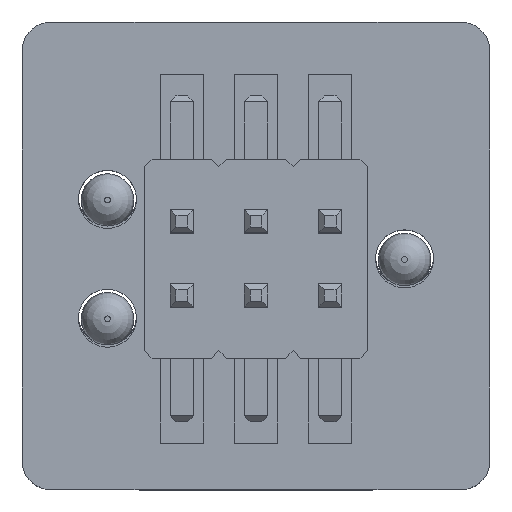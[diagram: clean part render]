
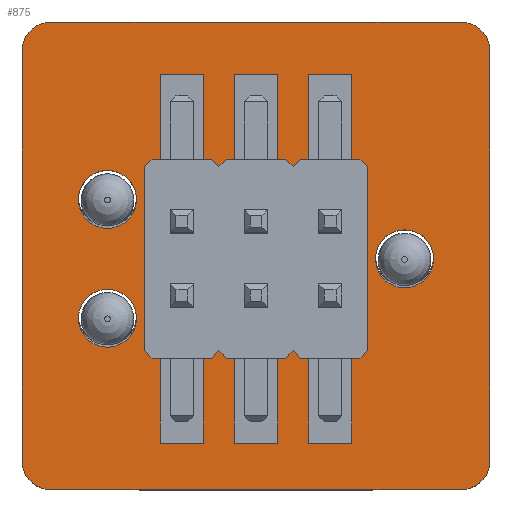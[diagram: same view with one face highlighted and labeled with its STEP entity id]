
A CAD part, top view. The second image highlights one B-rep face of the part: STEP entity #875.
In plain terms, the highlighted planar face has unit normal (0, 0, 1).
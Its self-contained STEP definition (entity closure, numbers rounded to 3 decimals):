
#79 = VERTEX_POINT('',#80);
#80 = CARTESIAN_POINT('',(-2.,-4.,0.));
#97 = VERTEX_POINT('',#98);
#98 = CARTESIAN_POINT('',(-3.5,-4.,0.));
#104 = EDGE_CURVE('',#79,#97,#105,.T.);
#105 = LINE('',#106,#107);
#106 = CARTESIAN_POINT('',(-2.,-4.,0.));
#107 = VECTOR('',#108,1.);
#108 = DIRECTION('',(-1.,0.,0.));
#128 = VERTEX_POINT('',#129);
#129 = CARTESIAN_POINT('',(2.,-4.,0.));
#135 = EDGE_CURVE('',#79,#128,#136,.T.);
#136 = LINE('',#137,#138);
#137 = CARTESIAN_POINT('',(-2.,-4.,0.));
#138 = VECTOR('',#139,1.);
#139 = DIRECTION('',(1.,0.,0.));
#160 = VERTEX_POINT('',#161);
#161 = CARTESIAN_POINT('',(-4.,-3.5,0.));
#167 = EDGE_CURVE('',#97,#160,#168,.T.);
#168 = CIRCLE('',#169,0.5);
#169 = AXIS2_PLACEMENT_3D('',#170,#171,#172);
#170 = CARTESIAN_POINT('',(-3.5,-3.5,0.));
#171 = DIRECTION('',(0.,0.,-1.));
#172 = DIRECTION('',(0.,-1.,-0.));
#183 = VERTEX_POINT('',#184);
#184 = CARTESIAN_POINT('',(3.5,-4.,0.));
#199 = EDGE_CURVE('',#183,#128,#200,.T.);
#200 = LINE('',#201,#202);
#201 = CARTESIAN_POINT('',(3.5,-4.,0.));
#202 = VECTOR('',#203,1.);
#203 = DIRECTION('',(-1.,0.,0.));
#223 = VERTEX_POINT('',#224);
#224 = CARTESIAN_POINT('',(-4.,-2.,0.));
#230 = EDGE_CURVE('',#160,#223,#231,.T.);
#231 = LINE('',#232,#233);
#232 = CARTESIAN_POINT('',(-4.,-3.5,0.));
#233 = VECTOR('',#234,1.);
#234 = DIRECTION('',(0.,1.,0.));
#245 = VERTEX_POINT('',#246);
#246 = CARTESIAN_POINT('',(4.,-3.5,0.));
#262 = EDGE_CURVE('',#245,#183,#263,.T.);
#263 = CIRCLE('',#264,0.5);
#264 = AXIS2_PLACEMENT_3D('',#265,#266,#267);
#265 = CARTESIAN_POINT('',(3.5,-3.5,0.));
#266 = DIRECTION('',(0.,0.,-1.));
#267 = DIRECTION('',(1.,0.,0.));
#278 = VERTEX_POINT('',#279);
#279 = CARTESIAN_POINT('',(-4.,2.,0.));
#294 = EDGE_CURVE('',#278,#223,#295,.T.);
#295 = LINE('',#296,#297);
#296 = CARTESIAN_POINT('',(-4.,2.,0.));
#297 = VECTOR('',#298,1.);
#298 = DIRECTION('',(0.,-1.,0.));
#309 = VERTEX_POINT('',#310);
#310 = CARTESIAN_POINT('',(4.,-2.,0.));
#325 = EDGE_CURVE('',#309,#245,#326,.T.);
#326 = LINE('',#327,#328);
#327 = CARTESIAN_POINT('',(4.,-2.,0.));
#328 = VECTOR('',#329,1.);
#329 = DIRECTION('',(0.,-1.,0.));
#349 = VERTEX_POINT('',#350);
#350 = CARTESIAN_POINT('',(-4.,3.5,0.));
#356 = EDGE_CURVE('',#278,#349,#357,.T.);
#357 = LINE('',#358,#359);
#358 = CARTESIAN_POINT('',(-4.,2.,0.));
#359 = VECTOR('',#360,1.);
#360 = DIRECTION('',(0.,1.,0.));
#371 = VERTEX_POINT('',#372);
#372 = CARTESIAN_POINT('',(4.,2.,0.));
#387 = EDGE_CURVE('',#371,#309,#388,.T.);
#388 = LINE('',#389,#390);
#389 = CARTESIAN_POINT('',(4.,2.,0.));
#390 = VECTOR('',#391,1.);
#391 = DIRECTION('',(0.,-1.,0.));
#412 = VERTEX_POINT('',#413);
#413 = CARTESIAN_POINT('',(-3.5,4.,0.));
#419 = EDGE_CURVE('',#349,#412,#420,.T.);
#420 = CIRCLE('',#421,0.5);
#421 = AXIS2_PLACEMENT_3D('',#422,#423,#424);
#422 = CARTESIAN_POINT('',(-3.5,3.5,0.));
#423 = DIRECTION('',(0.,0.,-1.));
#424 = DIRECTION('',(-1.,0.,0.));
#444 = VERTEX_POINT('',#445);
#445 = CARTESIAN_POINT('',(4.,3.5,0.));
#451 = EDGE_CURVE('',#371,#444,#452,.T.);
#452 = LINE('',#453,#454);
#453 = CARTESIAN_POINT('',(4.,2.,0.));
#454 = VECTOR('',#455,1.);
#455 = DIRECTION('',(0.,1.,0.));
#475 = VERTEX_POINT('',#476);
#476 = CARTESIAN_POINT('',(-2.,4.,0.));
#482 = EDGE_CURVE('',#412,#475,#483,.T.);
#483 = LINE('',#484,#485);
#484 = CARTESIAN_POINT('',(-3.5,4.,0.));
#485 = VECTOR('',#486,1.);
#486 = DIRECTION('',(1.,0.,0.));
#497 = VERTEX_POINT('',#498);
#498 = CARTESIAN_POINT('',(3.5,4.,0.));
#514 = EDGE_CURVE('',#497,#444,#515,.T.);
#515 = CIRCLE('',#516,0.5);
#516 = AXIS2_PLACEMENT_3D('',#517,#518,#519);
#517 = CARTESIAN_POINT('',(3.5,3.5,0.));
#518 = DIRECTION('',(0.,0.,-1.));
#519 = DIRECTION('',(0.,1.,0.));
#539 = VERTEX_POINT('',#540);
#540 = CARTESIAN_POINT('',(2.,4.,0.));
#546 = EDGE_CURVE('',#475,#539,#547,.T.);
#547 = LINE('',#548,#549);
#548 = CARTESIAN_POINT('',(-2.,4.,0.));
#549 = VECTOR('',#550,1.);
#550 = DIRECTION('',(1.,0.,0.));
#568 = EDGE_CURVE('',#539,#497,#569,.T.);
#569 = LINE('',#570,#571);
#570 = CARTESIAN_POINT('',(2.,4.,0.));
#571 = VECTOR('',#572,1.);
#572 = DIRECTION('',(1.,0.,0.));
#583 = VERTEX_POINT('',#584);
#584 = CARTESIAN_POINT('',(1.67,-0.685,0.));
#600 = EDGE_CURVE('',#583,#583,#601,.T.);
#601 = CIRCLE('',#602,0.4);
#602 = AXIS2_PLACEMENT_3D('',#603,#604,#605);
#603 = CARTESIAN_POINT('',(1.27,-0.685,0.));
#604 = DIRECTION('',(0.,0.,1.));
#605 = DIRECTION('',(1.,0.,-0.));
#616 = VERTEX_POINT('',#617);
#617 = CARTESIAN_POINT('',(-2.045,-1.066,0.));
#633 = EDGE_CURVE('',#616,#616,#634,.T.);
#634 = CIRCLE('',#635,0.495);
#635 = AXIS2_PLACEMENT_3D('',#636,#637,#638);
#636 = CARTESIAN_POINT('',(-2.54,-1.066,0.));
#637 = DIRECTION('',(0.,0.,1.));
#638 = DIRECTION('',(1.,0.,-0.));
#649 = VERTEX_POINT('',#650);
#650 = CARTESIAN_POINT('',(0.4,-0.685,0.));
#666 = EDGE_CURVE('',#649,#649,#667,.T.);
#667 = CIRCLE('',#668,0.4);
#668 = AXIS2_PLACEMENT_3D('',#669,#670,#671);
#669 = CARTESIAN_POINT('',(0.,-0.685,0.));
#670 = DIRECTION('',(0.,0.,1.));
#671 = DIRECTION('',(1.,0.,-0.));
#682 = VERTEX_POINT('',#683);
#683 = CARTESIAN_POINT('',(-0.87,-0.685,0.));
#699 = EDGE_CURVE('',#682,#682,#700,.T.);
#700 = CIRCLE('',#701,0.4);
#701 = AXIS2_PLACEMENT_3D('',#702,#703,#704);
#702 = CARTESIAN_POINT('',(-1.27,-0.685,0.));
#703 = DIRECTION('',(0.,0.,1.));
#704 = DIRECTION('',(1.,0.,-0.));
#715 = VERTEX_POINT('',#716);
#716 = CARTESIAN_POINT('',(3.035,-0.05,0.));
#732 = EDGE_CURVE('',#715,#715,#733,.T.);
#733 = CIRCLE('',#734,0.495);
#734 = AXIS2_PLACEMENT_3D('',#735,#736,#737);
#735 = CARTESIAN_POINT('',(2.54,-0.05,0.));
#736 = DIRECTION('',(0.,0.,1.));
#737 = DIRECTION('',(1.,0.,-0.));
#748 = VERTEX_POINT('',#749);
#749 = CARTESIAN_POINT('',(1.67,0.585,0.));
#765 = EDGE_CURVE('',#748,#748,#766,.T.);
#766 = CIRCLE('',#767,0.4);
#767 = AXIS2_PLACEMENT_3D('',#768,#769,#770);
#768 = CARTESIAN_POINT('',(1.27,0.585,0.));
#769 = DIRECTION('',(0.,0.,1.));
#770 = DIRECTION('',(1.,0.,-0.));
#781 = VERTEX_POINT('',#782);
#782 = CARTESIAN_POINT('',(0.4,0.585,0.));
#798 = EDGE_CURVE('',#781,#781,#799,.T.);
#799 = CIRCLE('',#800,0.4);
#800 = AXIS2_PLACEMENT_3D('',#801,#802,#803);
#801 = CARTESIAN_POINT('',(0.,0.585,0.));
#802 = DIRECTION('',(0.,0.,1.));
#803 = DIRECTION('',(1.,0.,-0.));
#814 = VERTEX_POINT('',#815);
#815 = CARTESIAN_POINT('',(-0.87,0.585,0.));
#831 = EDGE_CURVE('',#814,#814,#832,.T.);
#832 = CIRCLE('',#833,0.4);
#833 = AXIS2_PLACEMENT_3D('',#834,#835,#836);
#834 = CARTESIAN_POINT('',(-1.27,0.585,0.));
#835 = DIRECTION('',(0.,0.,1.));
#836 = DIRECTION('',(1.,0.,-0.));
#847 = VERTEX_POINT('',#848);
#848 = CARTESIAN_POINT('',(-2.045,0.966,0.));
#864 = EDGE_CURVE('',#847,#847,#865,.T.);
#865 = CIRCLE('',#866,0.495);
#866 = AXIS2_PLACEMENT_3D('',#867,#868,#869);
#867 = CARTESIAN_POINT('',(-2.54,0.966,0.));
#868 = DIRECTION('',(0.,0.,1.));
#869 = DIRECTION('',(1.,0.,-0.));
#875 = ADVANCED_FACE('',(#876,#894,#897,#900,#903,#906,#909,#912,#915,
    #918),#921,.F.);
#876 = FACE_BOUND('',#877,.F.);
#877 = EDGE_LOOP('',(#878,#879,#880,#881,#882,#883,#884,#885,#886,#887,
    #888,#889,#890,#891,#892,#893));
#878 = ORIENTED_EDGE('',*,*,#104,.T.);
#879 = ORIENTED_EDGE('',*,*,#167,.T.);
#880 = ORIENTED_EDGE('',*,*,#230,.T.);
#881 = ORIENTED_EDGE('',*,*,#294,.F.);
#882 = ORIENTED_EDGE('',*,*,#356,.T.);
#883 = ORIENTED_EDGE('',*,*,#419,.T.);
#884 = ORIENTED_EDGE('',*,*,#482,.T.);
#885 = ORIENTED_EDGE('',*,*,#546,.T.);
#886 = ORIENTED_EDGE('',*,*,#568,.T.);
#887 = ORIENTED_EDGE('',*,*,#514,.T.);
#888 = ORIENTED_EDGE('',*,*,#451,.F.);
#889 = ORIENTED_EDGE('',*,*,#387,.T.);
#890 = ORIENTED_EDGE('',*,*,#325,.T.);
#891 = ORIENTED_EDGE('',*,*,#262,.T.);
#892 = ORIENTED_EDGE('',*,*,#199,.T.);
#893 = ORIENTED_EDGE('',*,*,#135,.F.);
#894 = FACE_BOUND('',#895,.F.);
#895 = EDGE_LOOP('',(#896));
#896 = ORIENTED_EDGE('',*,*,#600,.T.);
#897 = FACE_BOUND('',#898,.F.);
#898 = EDGE_LOOP('',(#899));
#899 = ORIENTED_EDGE('',*,*,#633,.T.);
#900 = FACE_BOUND('',#901,.F.);
#901 = EDGE_LOOP('',(#902));
#902 = ORIENTED_EDGE('',*,*,#666,.T.);
#903 = FACE_BOUND('',#904,.F.);
#904 = EDGE_LOOP('',(#905));
#905 = ORIENTED_EDGE('',*,*,#699,.T.);
#906 = FACE_BOUND('',#907,.F.);
#907 = EDGE_LOOP('',(#908));
#908 = ORIENTED_EDGE('',*,*,#732,.T.);
#909 = FACE_BOUND('',#910,.F.);
#910 = EDGE_LOOP('',(#911));
#911 = ORIENTED_EDGE('',*,*,#765,.T.);
#912 = FACE_BOUND('',#913,.F.);
#913 = EDGE_LOOP('',(#914));
#914 = ORIENTED_EDGE('',*,*,#798,.T.);
#915 = FACE_BOUND('',#916,.F.);
#916 = EDGE_LOOP('',(#917));
#917 = ORIENTED_EDGE('',*,*,#831,.T.);
#918 = FACE_BOUND('',#919,.F.);
#919 = EDGE_LOOP('',(#920));
#920 = ORIENTED_EDGE('',*,*,#864,.T.);
#921 = PLANE('',#922);
#922 = AXIS2_PLACEMENT_3D('',#923,#924,#925);
#923 = CARTESIAN_POINT('',(0.,0.,0.));
#924 = DIRECTION('',(-0.,-0.,-1.));
#925 = DIRECTION('',(-1.,0.,0.));
